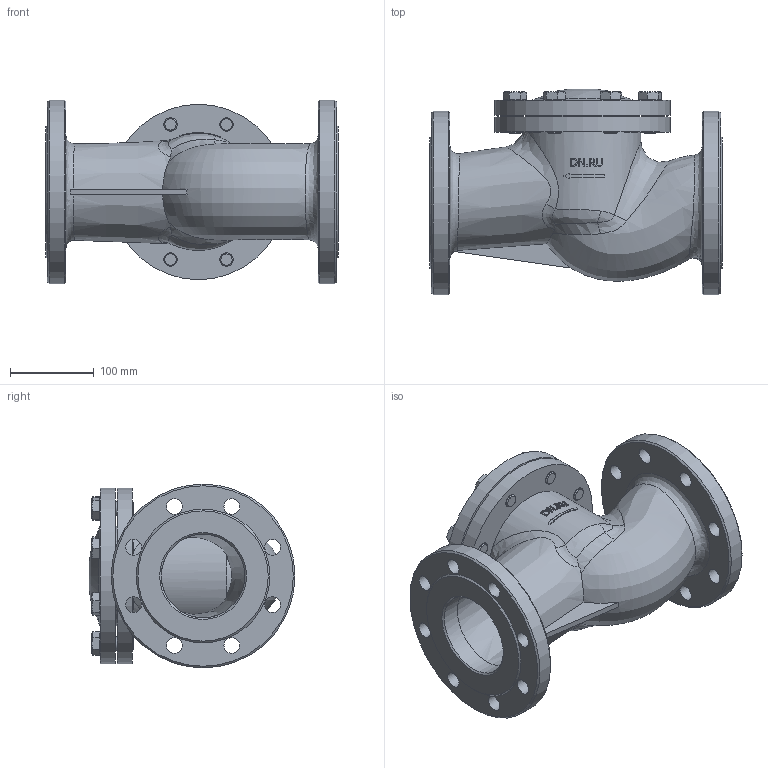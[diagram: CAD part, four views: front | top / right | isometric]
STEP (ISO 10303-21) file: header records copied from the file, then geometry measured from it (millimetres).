
FILE_DESCRIPTION(/* description */ (''),/* implementation_level */ '2;1');
FILE_NAME(/* name */ 'DN100_3D_STEP.stp',/* time_stamp */ '2024-03-27T17:22:44+03:00',/* author */ ('igorr'),/* organization */ (''),/* preprocessor_version */ 'ST-DEVELOPER v19.2',/* originating_system */ 'Autodesk Inventor 2023',/* authorisation */ '');
FILE_SCHEMA (('AUTOMOTIVE_DESIGN { 1 0 10303 214 3 1 1 }'));
Length unit declared in the file: millimetre
Products named in the file (3): Сборка; Деталь1; AS 1110 - M16 x 40
Assembly tree (9 placements, depth 2):
  Сборка
    Деталь1
    AS 1110 - M16 x 40  x8
Bounding box: 350 x 246.51 x 220 mm (x, y, z)
Volume: 5268601 mm3; surface area: 556433 mm2
Topology: 9 solids, 10 shells, 364 faces, 855 edges, 536 vertices
Faces by surface type: plane 184, cylinder 67, cone 64, bspline 47, torus 2
Full cylindrical faces by diameter (mm): 16 x24, 19 x16, 24 x8, 100 x2, 120 x1, 210 x2, 220 x2
Entity records: 10467 total; most frequent: CARTESIAN_POINT 5511, ORIENTED_EDGE 994, DIRECTION 869, EDGE_CURVE 497, AXIS2_PLACEMENT_3D 346, VERTEX_POINT 326, EDGE_LOOP 279, FACE_OUTER_BOUND 196
